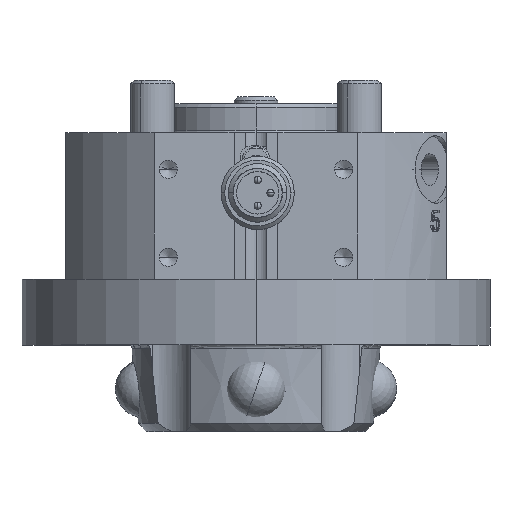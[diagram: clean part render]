
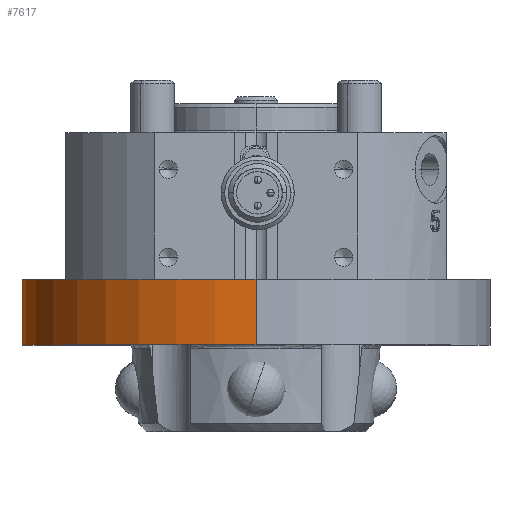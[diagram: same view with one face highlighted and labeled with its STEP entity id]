
A CAD part, top view. The second image highlights one B-rep face of the part: STEP entity #7617.
In plain terms, the highlighted cylindrical face has radius 32 mm (diameter 64 mm), a partial arc.
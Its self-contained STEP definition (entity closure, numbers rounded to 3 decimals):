
#1048 = CYLINDRICAL_SURFACE ( 'NONE', #12818, 32. ) ;
#1112 = DIRECTION ( 'NONE',  ( 0., 1., 0. ) ) ;
#1459 = DIRECTION ( 'NONE',  ( 0., 1., 0. ) ) ;
#2975 = AXIS2_PLACEMENT_3D ( 'NONE', #25674, #12105, #27923 ) ;
#3298 = VERTEX_POINT ( 'NONE', #26287 ) ;
#3646 = CARTESIAN_POINT ( 'NONE',  ( 0., -20., 32. ) ) ;
#3859 = CIRCLE ( 'NONE', #2975, 32. ) ;
#4030 = LINE ( 'NONE', #7807, #26673 ) ;
#4849 = EDGE_CURVE ( 'NONE', #11172, #5088, #4030, .T. ) ;
#5088 = VERTEX_POINT ( 'NONE', #24633 ) ;
#5581 = DIRECTION ( 'NONE',  ( 0., 0., -1. ) ) ;
#7083 = ORIENTED_EDGE ( 'NONE', *, *, #4849, .F. ) ;
#7617 = ADVANCED_FACE ( 'NONE', ( #19106 ), #1048, .T. ) ;
#7807 = CARTESIAN_POINT ( 'NONE',  ( 0., 11.008, -32. ) ) ;
#8278 = VERTEX_POINT ( 'NONE', #3646 ) ;
#8389 = CARTESIAN_POINT ( 'NONE',  ( 0., 11.008, 32. ) ) ;
#8798 = EDGE_CURVE ( 'NONE', #5088, #8278, #3859, .T. ) ;
#10096 = DIRECTION ( 'NONE',  ( 0., 1., 0. ) ) ;
#11172 = VERTEX_POINT ( 'NONE', #24541 ) ;
#11590 = EDGE_CURVE ( 'NONE', #3298, #8278, #13492, .T. ) ;
#12105 = DIRECTION ( 'NONE',  ( 0., 1., 0. ) ) ;
#12498 = DIRECTION ( 'NONE',  ( 0., 1., 0. ) ) ;
#12818 = AXIS2_PLACEMENT_3D ( 'NONE', #21390, #12498, #5581 ) ;
#13492 = LINE ( 'NONE', #8389, #20220 ) ;
#14567 = ORIENTED_EDGE ( 'NONE', *, *, #11590, .T. ) ;
#14661 = CARTESIAN_POINT ( 'NONE',  ( 0., -29., 0. ) ) ;
#16093 = ORIENTED_EDGE ( 'NONE', *, *, #8798, .F. ) ;
#16934 = DIRECTION ( 'NONE',  ( 0., 0., -1. ) ) ;
#18518 = CIRCLE ( 'NONE', #20834, 32. ) ;
#18958 = EDGE_CURVE ( 'NONE', #11172, #3298, #18518, .T. ) ;
#19106 = FACE_OUTER_BOUND ( 'NONE', #22897, .T. ) ;
#19279 = ORIENTED_EDGE ( 'NONE', *, *, #18958, .T. ) ;
#20220 = VECTOR ( 'NONE', #1459, 1000. ) ;
#20834 = AXIS2_PLACEMENT_3D ( 'NONE', #14661, #1112, #16934 ) ;
#21390 = CARTESIAN_POINT ( 'NONE',  ( 0., 11.008, 0. ) ) ;
#22897 = EDGE_LOOP ( 'NONE', ( #19279, #14567, #16093, #7083 ) ) ;
#24541 = CARTESIAN_POINT ( 'NONE',  ( 0., -29., -32. ) ) ;
#24633 = CARTESIAN_POINT ( 'NONE',  ( 0., -20., -32. ) ) ;
#25674 = CARTESIAN_POINT ( 'NONE',  ( 0., -20., 0. ) ) ;
#26287 = CARTESIAN_POINT ( 'NONE',  ( 0., -29., 32. ) ) ;
#26673 = VECTOR ( 'NONE', #10096, 1000. ) ;
#27923 = DIRECTION ( 'NONE',  ( 0., 0., -1. ) ) ;
